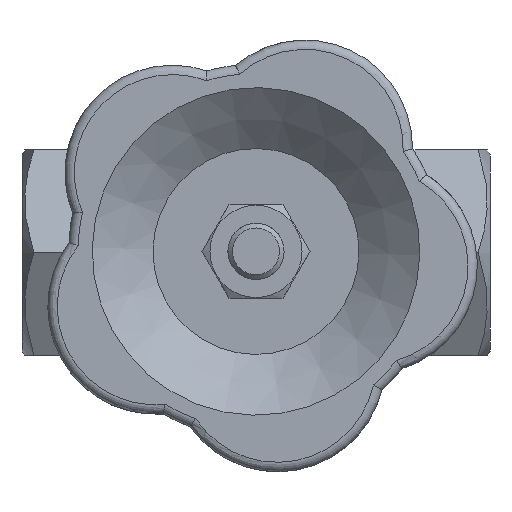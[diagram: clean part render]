
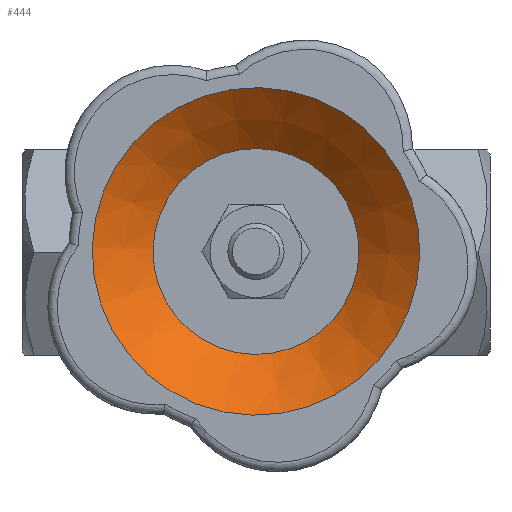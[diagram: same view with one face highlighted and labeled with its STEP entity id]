
A CAD part, top view. The second image highlights one B-rep face of the part: STEP entity #444.
In plain terms, the highlighted conical face has half-angle 49.764 degrees and reference radius 11 mm.
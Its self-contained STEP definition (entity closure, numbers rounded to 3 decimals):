
#444 = ADVANCED_FACE( '', ( #930, #931 ), #932, .F. );
#930 = FACE_OUTER_BOUND( '', #1423, .T. );
#931 = FACE_BOUND( '', #1424, .T. );
#932 = CONICAL_SURFACE( '', #1425, 11., 0.869 );
#1423 = EDGE_LOOP( '', ( #2578 ) );
#1424 = EDGE_LOOP( '', ( #2579 ) );
#1425 = AXIS2_PLACEMENT_3D( '', #2580, #2581, #2582 );
#2578 = ORIENTED_EDGE( '', *, *, #2941, .F. );
#2579 = ORIENTED_EDGE( '', *, *, #3116, .T. );
#2580 = CARTESIAN_POINT( '', ( 0., 0., 81.778 ) );
#2581 = DIRECTION( '', ( 0., 0., 1. ) );
#2582 = DIRECTION( '', ( -0.481, 0.877, 0. ) );
#2941 = EDGE_CURVE( '', #3564, #3564, #3565, .T. );
#3116 = EDGE_CURVE( '', #3775, #3775, #3776, .T. );
#3564 = VERTEX_POINT( '', #4984 );
#3565 = CIRCLE( '', #4985, 17.5 );
#3775 = VERTEX_POINT( '', #5522 );
#3776 = CIRCLE( '', #5523, 11. );
#4984 = CARTESIAN_POINT( '', ( 8.413, -15.345, 87.278 ) );
#4985 = AXIS2_PLACEMENT_3D( '', #5828, #5829, #5830 );
#5522 = CARTESIAN_POINT( '', ( 5.288, -9.645, 81.778 ) );
#5523 = AXIS2_PLACEMENT_3D( '', #5975, #5976, #5977 );
#5828 = CARTESIAN_POINT( '', ( 0., 0., 87.278 ) );
#5829 = DIRECTION( '', ( 0., 0., -1. ) );
#5830 = DIRECTION( '', ( 0.481, -0.877, 0. ) );
#5975 = CARTESIAN_POINT( '', ( 0., 0., 81.778 ) );
#5976 = DIRECTION( '', ( 0., 0., -1. ) );
#5977 = DIRECTION( '', ( 0.481, -0.877, 0. ) );
